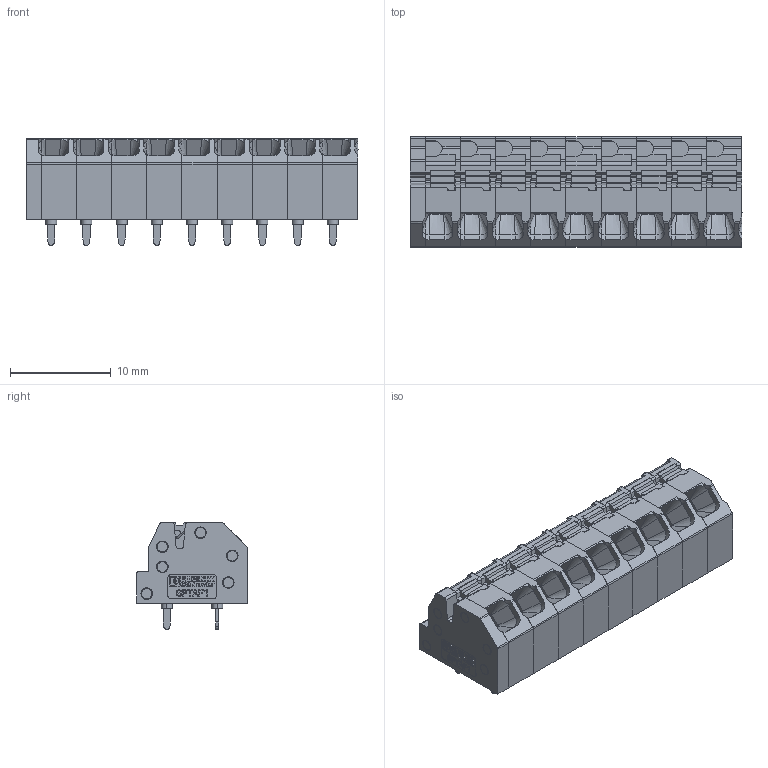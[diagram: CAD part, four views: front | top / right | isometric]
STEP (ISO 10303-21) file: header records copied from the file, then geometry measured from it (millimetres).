
FILE_DESCRIPTION(('Creo Elements/Direct Modeling STEP Export'),'2;1');
FILE_NAME('model.stp','2018-09-26T11:09:06',(''),(''),'Creo Elements/Direct Modeling STEP processor for AP214 (Solid Model)','Creo Elements/Direct Modeling 18.1I 14-Aug-2016 (C) Parametric Technology GmbH','');
FILE_SCHEMA(('AUTOMOTIVE_DESIGN { 1 0 10303 214 1 1 1 1 }'));
Length unit declared in the file: millimetre
Products named in the file (4): SPTAF_1-3.5_housing; SPTAF-0-DKL.1; Bohrloch.1.9; SPTAF_1_15-3.5_IL
Assembly tree (28 placements, depth 2):
  SPTAF_1_15-3.5_IL
    Bohrloch.1.9  x18
    SPTAF_1-3.5_housing  x9
    SPTAF-0-DKL.1
Bounding box: 33 x 11 x 10.6 mm (x, y, z)
Volume: 2173 mm3; surface area: 4173.2 mm2
Topology: 28 solids, 28 shells, 2456 faces, 6518 edges, 4223 vertices
Faces by surface type: plane 1363, cylinder 792, torus 126, bspline 65, sphere 59, extrusion 33, cone 18
Entity records: 25542 total; most frequent: CARTESIAN_POINT 5346, ORIENTED_EDGE 3290, DIRECTION 2891, EDGE_CURVE 1645, VECTOR 1277, LINE 1244, VERTEX_POINT 1083, AXIS2_PLACEMENT_3D 807
